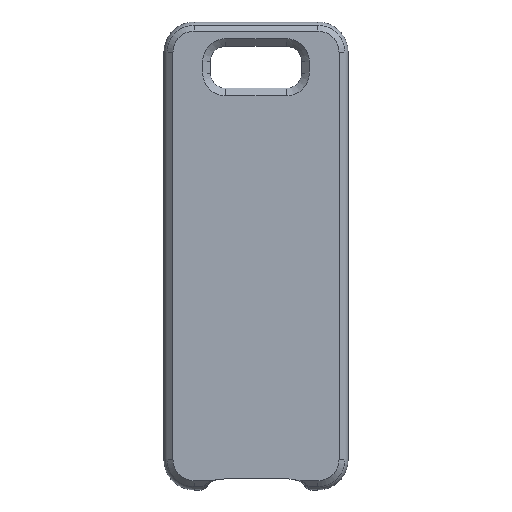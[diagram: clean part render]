
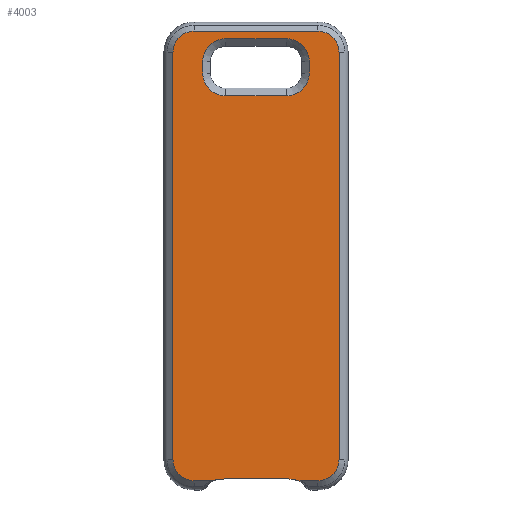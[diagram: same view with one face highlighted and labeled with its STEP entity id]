
A CAD part, top view. The second image highlights one B-rep face of the part: STEP entity #4003.
In plain terms, the highlighted planar face has unit normal (0, 0, 1).
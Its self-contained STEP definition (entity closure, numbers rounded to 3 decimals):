
#19=FACE_BOUND('',#668,.T.);
#60=B_SPLINE_CURVE_WITH_KNOTS('',3,(#6575,#6576,#6577,#6578,#6579,#6580,
#6581,#6582),.UNSPECIFIED.,.F.,.F.,(4,2,2,4),(0.,0.042,0.081,
0.153),.UNSPECIFIED.);
#68=B_SPLINE_CURVE_WITH_KNOTS('',3,(#6809,#6810,#6811,#6812,#6813,#6814),
 .UNSPECIFIED.,.F.,.F.,(4,2,4),(0.,0.147,0.294),
 .UNSPECIFIED.);
#71=B_SPLINE_CURVE_WITH_KNOTS('',3,(#6908,#6909,#6910,#6911,#6912,#6913),
 .UNSPECIFIED.,.F.,.F.,(4,2,4),(0.332,0.333,0.404),
 .UNSPECIFIED.);
#72=B_SPLINE_CURVE_WITH_KNOTS('',3,(#6921,#6922,#6923,#6924,#6925,#6926),
 .UNSPECIFIED.,.F.,.F.,(4,2,4),(0.404,0.474,0.475),
 .UNSPECIFIED.);
#221=PLANE('',#4361);
#436=FACE_OUTER_BOUND('',#667,.T.);
#667=EDGE_LOOP('',(#3497,#3498,#3499,#3500,#3501,#3502,#3503,#3504,#3505,
#3506,#3507,#3508,#3509,#3510));
#668=EDGE_LOOP('',(#3511,#3512,#3513,#3514,#3515,#3516,#3517,#3518));
#945=LINE('',#6597,#1344);
#985=LINE('',#6883,#1384);
#988=LINE('',#6891,#1387);
#991=LINE('',#6899,#1390);
#993=LINE('',#6905,#1392);
#994=LINE('',#6918,#1393);
#1000=LINE('',#6941,#1399);
#1005=LINE('',#6955,#1404);
#1009=LINE('',#6967,#1408);
#1013=LINE('',#6979,#1412);
#1344=VECTOR('',#5079,10.);
#1384=VECTOR('',#5209,10.);
#1387=VECTOR('',#5218,10.);
#1390=VECTOR('',#5227,10.);
#1392=VECTOR('',#5235,10.);
#1393=VECTOR('',#5244,10.);
#1399=VECTOR('',#5262,10.);
#1404=VECTOR('',#5275,10.);
#1408=VECTOR('',#5287,10.);
#1412=VECTOR('',#5299,10.);
#1637=CIRCLE('',#4319,2.8);
#1638=CIRCLE('',#4322,2.8);
#1639=CIRCLE('',#4325,2.8);
#1640=CIRCLE('',#4328,2.8);
#1645=CIRCLE('',#4342,3.);
#1647=CIRCLE('',#4346,3.);
#1649=CIRCLE('',#4350,3.);
#1651=CIRCLE('',#4354,3.);
#1884=VERTEX_POINT('',#6573);
#1885=VERTEX_POINT('',#6574);
#1887=VERTEX_POINT('',#6595);
#1925=VERTEX_POINT('',#6807);
#1926=VERTEX_POINT('',#6808);
#1941=VERTEX_POINT('',#6877);
#1942=VERTEX_POINT('',#6881);
#1943=VERTEX_POINT('',#6885);
#1944=VERTEX_POINT('',#6889);
#1945=VERTEX_POINT('',#6893);
#1946=VERTEX_POINT('',#6897);
#1947=VERTEX_POINT('',#6901);
#1948=VERTEX_POINT('',#6907);
#1949=VERTEX_POINT('',#6917);
#1953=VERTEX_POINT('',#6938);
#1954=VERTEX_POINT('',#6940);
#1957=VERTEX_POINT('',#6948);
#1959=VERTEX_POINT('',#6953);
#1961=VERTEX_POINT('',#6960);
#1963=VERTEX_POINT('',#6965);
#1965=VERTEX_POINT('',#6972);
#1967=VERTEX_POINT('',#6977);
#2371=EDGE_CURVE('',#1884,#1885,#60,.T.);
#2376=EDGE_CURVE('',#1887,#1884,#945,.T.);
#2422=EDGE_CURVE('',#1925,#1926,#68,.T.);
#2451=EDGE_CURVE('',#1941,#1887,#1637,.T.);
#2453=EDGE_CURVE('',#1942,#1941,#985,.T.);
#2455=EDGE_CURVE('',#1943,#1942,#1638,.T.);
#2457=EDGE_CURVE('',#1944,#1943,#988,.T.);
#2459=EDGE_CURVE('',#1945,#1944,#1639,.T.);
#2461=EDGE_CURVE('',#1946,#1945,#991,.T.);
#2463=EDGE_CURVE('',#1947,#1946,#1640,.T.);
#2464=EDGE_CURVE('',#1926,#1947,#993,.T.);
#2465=EDGE_CURVE('',#1948,#1885,#71,.F.);
#2468=EDGE_CURVE('',#1949,#1948,#994,.T.);
#2470=EDGE_CURVE('',#1949,#1925,#72,.T.);
#2476=EDGE_CURVE('',#1953,#1954,#1000,.T.);
#2481=EDGE_CURVE('',#1957,#1953,#1645,.T.);
#2483=EDGE_CURVE('',#1959,#1957,#1005,.T.);
#2487=EDGE_CURVE('',#1961,#1959,#1647,.T.);
#2489=EDGE_CURVE('',#1963,#1961,#1009,.T.);
#2493=EDGE_CURVE('',#1965,#1963,#1649,.T.);
#2495=EDGE_CURVE('',#1967,#1965,#1013,.T.);
#2498=EDGE_CURVE('',#1954,#1967,#1651,.T.);
#3497=ORIENTED_EDGE('',*,*,#2371,.F.);
#3498=ORIENTED_EDGE('',*,*,#2376,.F.);
#3499=ORIENTED_EDGE('',*,*,#2451,.F.);
#3500=ORIENTED_EDGE('',*,*,#2453,.F.);
#3501=ORIENTED_EDGE('',*,*,#2455,.F.);
#3502=ORIENTED_EDGE('',*,*,#2457,.F.);
#3503=ORIENTED_EDGE('',*,*,#2459,.F.);
#3504=ORIENTED_EDGE('',*,*,#2461,.F.);
#3505=ORIENTED_EDGE('',*,*,#2463,.F.);
#3506=ORIENTED_EDGE('',*,*,#2464,.F.);
#3507=ORIENTED_EDGE('',*,*,#2422,.F.);
#3508=ORIENTED_EDGE('',*,*,#2470,.F.);
#3509=ORIENTED_EDGE('',*,*,#2468,.T.);
#3510=ORIENTED_EDGE('',*,*,#2465,.T.);
#3511=ORIENTED_EDGE('',*,*,#2476,.F.);
#3512=ORIENTED_EDGE('',*,*,#2481,.F.);
#3513=ORIENTED_EDGE('',*,*,#2483,.F.);
#3514=ORIENTED_EDGE('',*,*,#2487,.F.);
#3515=ORIENTED_EDGE('',*,*,#2489,.F.);
#3516=ORIENTED_EDGE('',*,*,#2493,.F.);
#3517=ORIENTED_EDGE('',*,*,#2495,.F.);
#3518=ORIENTED_EDGE('',*,*,#2498,.F.);
#4003=ADVANCED_FACE('',(#436,#19),#221,.T.);
#4319=AXIS2_PLACEMENT_3D('',#6879,#5204,#5205);
#4322=AXIS2_PLACEMENT_3D('',#6887,#5213,#5214);
#4325=AXIS2_PLACEMENT_3D('',#6895,#5222,#5223);
#4328=AXIS2_PLACEMENT_3D('',#6903,#5231,#5232);
#4342=AXIS2_PLACEMENT_3D('',#6950,#5270,#5271);
#4346=AXIS2_PLACEMENT_3D('',#6962,#5282,#5283);
#4350=AXIS2_PLACEMENT_3D('',#6974,#5294,#5295);
#4354=AXIS2_PLACEMENT_3D('',#6983,#5305,#5306);
#4361=AXIS2_PLACEMENT_3D('',#7002,#5326,#5327);
#5079=DIRECTION('',(-1.,0.,0.));
#5204=DIRECTION('center_axis',(0.,0.,-1.));
#5205=DIRECTION('ref_axis',(0.707,-0.707,0.));
#5209=DIRECTION('',(0.,-1.,0.));
#5213=DIRECTION('center_axis',(0.,0.,-1.));
#5214=DIRECTION('ref_axis',(0.707,0.707,0.));
#5218=DIRECTION('',(1.,0.,0.));
#5222=DIRECTION('center_axis',(0.,0.,-1.));
#5223=DIRECTION('ref_axis',(-0.707,0.707,0.));
#5227=DIRECTION('',(0.,1.,0.));
#5231=DIRECTION('center_axis',(0.,0.,-1.));
#5232=DIRECTION('ref_axis',(-0.707,-0.707,0.));
#5235=DIRECTION('',(-1.,0.,0.));
#5244=DIRECTION('',(1.,0.,0.));
#5262=DIRECTION('',(-1.,0.,0.));
#5270=DIRECTION('center_axis',(0.,0.,1.));
#5271=DIRECTION('ref_axis',(0.707,0.707,0.));
#5275=DIRECTION('',(0.,1.,0.));
#5282=DIRECTION('center_axis',(0.,0.,1.));
#5283=DIRECTION('ref_axis',(0.707,-0.707,0.));
#5287=DIRECTION('',(1.,0.,0.));
#5294=DIRECTION('center_axis',(0.,0.,1.));
#5295=DIRECTION('ref_axis',(-0.707,-0.707,0.));
#5299=DIRECTION('',(0.,-1.,0.));
#5305=DIRECTION('center_axis',(0.,0.,1.));
#5306=DIRECTION('ref_axis',(-0.707,0.707,0.));
#5326=DIRECTION('center_axis',(0.,0.,1.));
#5327=DIRECTION('ref_axis',(1.,0.,0.));
#6573=CARTESIAN_POINT('',(-13.952,-9.691,12.133));
#6574=CARTESIAN_POINT('',(-16.171,-9.398,12.133));
#6575=CARTESIAN_POINT('Ctrl Pts',(-13.952,-9.691,12.133));
#6576=CARTESIAN_POINT('Ctrl Pts',(-14.092,-9.691,12.133));
#6577=CARTESIAN_POINT('Ctrl Pts',(-14.257,-9.663,12.133));
#6578=CARTESIAN_POINT('Ctrl Pts',(-14.604,-9.595,12.133));
#6579=CARTESIAN_POINT('Ctrl Pts',(-14.798,-9.553,12.133));
#6580=CARTESIAN_POINT('Ctrl Pts',(-15.388,-9.448,12.133));
#6581=CARTESIAN_POINT('Ctrl Pts',(-15.727,-9.413,12.133));
#6582=CARTESIAN_POINT('Ctrl Pts',(-16.171,-9.398,12.133));
#6595=CARTESIAN_POINT('',(-11.831,-9.691,12.133));
#6597=CARTESIAN_POINT('',(-25.981,-9.691,12.133));
#6807=CARTESIAN_POINT('',(-23.69,-9.398,12.133));
#6808=CARTESIAN_POINT('',(-25.909,-9.691,12.133));
#6809=CARTESIAN_POINT('Ctrl Pts',(-23.69,-9.398,12.133));
#6810=CARTESIAN_POINT('Ctrl Pts',(-24.181,-9.415,12.133));
#6811=CARTESIAN_POINT('Ctrl Pts',(-24.53,-9.455,12.133));
#6812=CARTESIAN_POINT('Ctrl Pts',(-25.34,-9.606,12.133));
#6813=CARTESIAN_POINT('Ctrl Pts',(-25.662,-9.691,12.133));
#6814=CARTESIAN_POINT('Ctrl Pts',(-25.909,-9.691,12.133));
#6877=CARTESIAN_POINT('',(-9.031,-6.891,12.133));
#6879=CARTESIAN_POINT('Origin',(-11.831,-6.891,12.133));
#6881=CARTESIAN_POINT('',(-9.031,46.54,12.133));
#6883=CARTESIAN_POINT('',(-9.031,4.467,12.133));
#6885=CARTESIAN_POINT('',(-11.831,49.34,12.133));
#6887=CARTESIAN_POINT('Origin',(-11.831,46.54,12.133));
#6889=CARTESIAN_POINT('',(-28.031,49.34,12.133));
#6891=CARTESIAN_POINT('',(-13.881,49.34,12.133));
#6893=CARTESIAN_POINT('',(-30.831,46.54,12.133));
#6895=CARTESIAN_POINT('Origin',(-28.031,46.54,12.133));
#6897=CARTESIAN_POINT('',(-30.831,-6.891,12.133));
#6899=CARTESIAN_POINT('',(-30.831,35.182,12.133));
#6901=CARTESIAN_POINT('',(-28.031,-9.691,12.133));
#6903=CARTESIAN_POINT('Origin',(-28.031,-6.891,12.133));
#6905=CARTESIAN_POINT('',(-25.981,-9.691,12.133));
#6907=CARTESIAN_POINT('',(-16.931,-9.391,12.133));
#6908=CARTESIAN_POINT('Ctrl Pts',(-16.171,-9.398,12.133));
#6909=CARTESIAN_POINT('Ctrl Pts',(-16.174,-9.397,12.133));
#6910=CARTESIAN_POINT('Ctrl Pts',(-16.176,-9.397,12.133));
#6911=CARTESIAN_POINT('Ctrl Pts',(-16.436,-9.389,12.133));
#6912=CARTESIAN_POINT('Ctrl Pts',(-16.695,-9.391,12.133));
#6913=CARTESIAN_POINT('Ctrl Pts',(-16.931,-9.391,12.133));
#6917=CARTESIAN_POINT('',(-22.931,-9.391,12.133));
#6918=CARTESIAN_POINT('',(-19.931,-9.391,12.133));
#6921=CARTESIAN_POINT('Ctrl Pts',(-22.931,-9.391,12.133));
#6922=CARTESIAN_POINT('Ctrl Pts',(-23.167,-9.391,12.133));
#6923=CARTESIAN_POINT('Ctrl Pts',(-23.426,-9.389,12.133));
#6924=CARTESIAN_POINT('Ctrl Pts',(-23.685,-9.397,12.133));
#6925=CARTESIAN_POINT('Ctrl Pts',(-23.687,-9.397,12.133));
#6926=CARTESIAN_POINT('Ctrl Pts',(-23.69,-9.398,12.133));
#6938=CARTESIAN_POINT('',(-15.931,48.34,12.133));
#6940=CARTESIAN_POINT('',(-23.931,48.34,12.133));
#6941=CARTESIAN_POINT('',(-22.931,48.34,12.133));
#6948=CARTESIAN_POINT('',(-12.931,45.34,12.133));
#6950=CARTESIAN_POINT('Origin',(-15.931,45.34,12.133));
#6953=CARTESIAN_POINT('',(-12.931,43.84,12.133));
#6955=CARTESIAN_POINT('',(-12.931,33.582,12.133));
#6960=CARTESIAN_POINT('',(-15.931,40.84,12.133));
#6962=CARTESIAN_POINT('Origin',(-15.931,43.84,12.133));
#6965=CARTESIAN_POINT('',(-23.931,40.84,12.133));
#6967=CARTESIAN_POINT('',(-16.931,40.84,12.133));
#6972=CARTESIAN_POINT('',(-26.931,43.84,12.133));
#6974=CARTESIAN_POINT('Origin',(-23.931,43.84,12.133));
#6977=CARTESIAN_POINT('',(-26.931,45.34,12.133));
#6979=CARTESIAN_POINT('',(-26.931,30.832,12.133));
#6983=CARTESIAN_POINT('Origin',(-23.931,45.34,12.133));
#7002=CARTESIAN_POINT('Origin',(-19.931,19.825,12.133));
